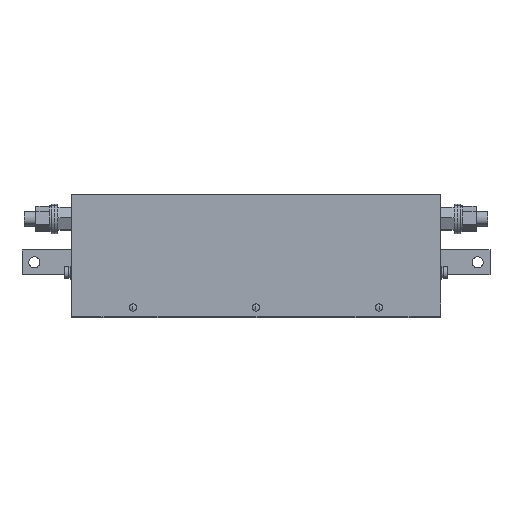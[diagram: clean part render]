
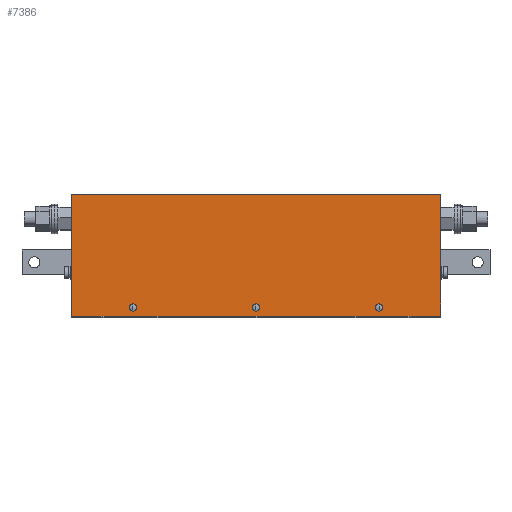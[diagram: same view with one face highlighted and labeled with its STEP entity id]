
A CAD part, top view. The second image highlights one B-rep face of the part: STEP entity #7386.
In plain terms, the highlighted planar face has unit normal (0, 0, 1).
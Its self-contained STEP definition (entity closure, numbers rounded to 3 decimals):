
#151 = DIRECTION ( 'NONE',  ( -1., 0., 0. ) ) ;
#245 = CARTESIAN_POINT ( 'NONE',  ( 150., 0., 105. ) ) ;
#613 = CARTESIAN_POINT ( 'NONE',  ( 0., 7., 105. ) ) ;
#646 = ORIENTED_EDGE ( 'NONE', *, *, #5792, .T. ) ;
#694 = DIRECTION ( 'NONE',  ( 0., 0., 1. ) ) ;
#841 = ORIENTED_EDGE ( 'NONE', *, *, #8594, .F. ) ;
#851 = CARTESIAN_POINT ( 'NONE',  ( -3., 7., 105. ) ) ;
#911 = FACE_BOUND ( 'NONE', #5894, .T. ) ;
#927 = VERTEX_POINT ( 'NONE', #2272 ) ;
#1012 = ORIENTED_EDGE ( 'NONE', *, *, #5084, .F. ) ;
#1108 = EDGE_LOOP ( 'NONE', ( #5454, #1747 ) ) ;
#1110 = CARTESIAN_POINT ( 'NONE',  ( -150., 0., 105. ) ) ;
#1263 = CARTESIAN_POINT ( 'NONE',  ( -150., 0., 105. ) ) ;
#1266 = ORIENTED_EDGE ( 'NONE', *, *, #3951, .T. ) ;
#1279 = DIRECTION ( 'NONE',  ( -1., 0., 0. ) ) ;
#1472 = CARTESIAN_POINT ( 'NONE',  ( -150., 99., 105. ) ) ;
#1614 = VECTOR ( 'NONE', #7749, 1000. ) ;
#1747 = ORIENTED_EDGE ( 'NONE', *, *, #7549, .F. ) ;
#1780 = EDGE_CURVE ( 'NONE', #6977, #5138, #4367, .T. ) ;
#1850 = CARTESIAN_POINT ( 'NONE',  ( 150., 0., 105. ) ) ;
#1904 = VERTEX_POINT ( 'NONE', #2576 ) ;
#2027 = CARTESIAN_POINT ( 'NONE',  ( -100., 7., 105. ) ) ;
#2031 = VERTEX_POINT ( 'NONE', #1472 ) ;
#2098 = AXIS2_PLACEMENT_3D ( 'NONE', #2027, #7012, #4273 ) ;
#2102 = CARTESIAN_POINT ( 'NONE',  ( 150., 99., 105. ) ) ;
#2272 = CARTESIAN_POINT ( 'NONE',  ( 103., 7., 105. ) ) ;
#2316 = EDGE_LOOP ( 'NONE', ( #841, #1012 ) ) ;
#2483 = DIRECTION ( 'NONE',  ( -1., 0., 0. ) ) ;
#2530 = AXIS2_PLACEMENT_3D ( 'NONE', #4737, #694, #1279 ) ;
#2560 = CARTESIAN_POINT ( 'NONE',  ( 100., 7., 105. ) ) ;
#2576 = CARTESIAN_POINT ( 'NONE',  ( -97., 7., 105. ) ) ;
#2596 = DIRECTION ( 'NONE',  ( 0., -1., 0. ) ) ;
#3029 = LINE ( 'NONE', #5690, #1614 ) ;
#3151 = EDGE_LOOP ( 'NONE', ( #1266, #5395, #4299, #646 ) ) ;
#3154 = CARTESIAN_POINT ( 'NONE',  ( 150., 0., 105. ) ) ;
#3254 = DIRECTION ( 'NONE',  ( 0., 0., 1. ) ) ;
#3274 = DIRECTION ( 'NONE',  ( 0., 0., 1. ) ) ;
#3356 = DIRECTION ( 'NONE',  ( 0., 0., 1. ) ) ;
#3363 = VERTEX_POINT ( 'NONE', #851 ) ;
#3569 = FACE_OUTER_BOUND ( 'NONE', #3151, .T. ) ;
#3824 = ORIENTED_EDGE ( 'NONE', *, *, #7275, .F. ) ;
#3837 = LINE ( 'NONE', #3154, #4809 ) ;
#3951 = EDGE_CURVE ( 'NONE', #2031, #6425, #6632, .T. ) ;
#3965 = ORIENTED_EDGE ( 'NONE', *, *, #6937, .F. ) ;
#4273 = DIRECTION ( 'NONE',  ( -1., 0., 0. ) ) ;
#4283 = FACE_BOUND ( 'NONE', #1108, .T. ) ;
#4299 = ORIENTED_EDGE ( 'NONE', *, *, #1780, .F. ) ;
#4346 = EDGE_CURVE ( 'NONE', #5138, #6425, #3837, .T. ) ;
#4367 = LINE ( 'NONE', #8497, #8494 ) ;
#4710 = CARTESIAN_POINT ( 'NONE',  ( -103., 7., 105. ) ) ;
#4737 = CARTESIAN_POINT ( 'NONE',  ( 0., 7., 105. ) ) ;
#4808 = CIRCLE ( 'NONE', #8832, 3. ) ;
#4809 = VECTOR ( 'NONE', #2483, 1000. ) ;
#4976 = CIRCLE ( 'NONE', #7564, 3. ) ;
#5084 = EDGE_CURVE ( 'NONE', #6860, #927, #6924, .T. ) ;
#5138 = VERTEX_POINT ( 'NONE', #1850 ) ;
#5321 = CARTESIAN_POINT ( 'NONE',  ( -100., 7., 105. ) ) ;
#5394 = CIRCLE ( 'NONE', #2530, 3. ) ;
#5395 = ORIENTED_EDGE ( 'NONE', *, *, #4346, .F. ) ;
#5454 = ORIENTED_EDGE ( 'NONE', *, *, #7762, .F. ) ;
#5690 = CARTESIAN_POINT ( 'NONE',  ( 150., 99., 105. ) ) ;
#5692 = CARTESIAN_POINT ( 'NONE',  ( 3., 7., 105. ) ) ;
#5721 = FACE_BOUND ( 'NONE', #2316, .T. ) ;
#5792 = EDGE_CURVE ( 'NONE', #6977, #2031, #3029, .T. ) ;
#5801 = DIRECTION ( 'NONE',  ( 0., 0., 1. ) ) ;
#5894 = EDGE_LOOP ( 'NONE', ( #3965, #3824 ) ) ;
#6142 = DIRECTION ( 'NONE',  ( -1., 0., 0. ) ) ;
#6207 = AXIS2_PLACEMENT_3D ( 'NONE', #7150, #5801, #8489 ) ;
#6256 = CIRCLE ( 'NONE', #2098, 3. ) ;
#6379 = VECTOR ( 'NONE', #2596, 1000. ) ;
#6425 = VERTEX_POINT ( 'NONE', #1263 ) ;
#6543 = CIRCLE ( 'NONE', #7553, 3. ) ;
#6632 = LINE ( 'NONE', #1110, #6379 ) ;
#6860 = VERTEX_POINT ( 'NONE', #8170 ) ;
#6924 = CIRCLE ( 'NONE', #6207, 3. ) ;
#6937 = EDGE_CURVE ( 'NONE', #7007, #3363, #4808, .T. ) ;
#6977 = VERTEX_POINT ( 'NONE', #2102 ) ;
#7007 = VERTEX_POINT ( 'NONE', #5692 ) ;
#7012 = DIRECTION ( 'NONE',  ( 0., 0., 1. ) ) ;
#7108 = DIRECTION ( 'NONE',  ( 0., -1., 0. ) ) ;
#7118 = DIRECTION ( 'NONE',  ( 0., 0., -1. ) ) ;
#7150 = CARTESIAN_POINT ( 'NONE',  ( 100., 7., 105. ) ) ;
#7275 = EDGE_CURVE ( 'NONE', #3363, #7007, #5394, .T. ) ;
#7386 = ADVANCED_FACE ( 'NONE', ( #911, #4283, #5721, #3569 ), #8378, .F. ) ;
#7549 = EDGE_CURVE ( 'NONE', #8660, #1904, #6543, .T. ) ;
#7553 = AXIS2_PLACEMENT_3D ( 'NONE', #5321, #3254, #7977 ) ;
#7564 = AXIS2_PLACEMENT_3D ( 'NONE', #2560, #3274, #6142 ) ;
#7749 = DIRECTION ( 'NONE',  ( -1., 0., 0. ) ) ;
#7762 = EDGE_CURVE ( 'NONE', #1904, #8660, #6256, .T. ) ;
#7829 = AXIS2_PLACEMENT_3D ( 'NONE', #245, #7118, #151 ) ;
#7977 = DIRECTION ( 'NONE',  ( -1., 0., 0. ) ) ;
#8170 = CARTESIAN_POINT ( 'NONE',  ( 97., 7., 105. ) ) ;
#8204 = DIRECTION ( 'NONE',  ( -1., 0., 0. ) ) ;
#8378 = PLANE ( 'NONE',  #7829 ) ;
#8489 = DIRECTION ( 'NONE',  ( -1., 0., 0. ) ) ;
#8494 = VECTOR ( 'NONE', #7108, 1000. ) ;
#8497 = CARTESIAN_POINT ( 'NONE',  ( 150., 0., 105. ) ) ;
#8594 = EDGE_CURVE ( 'NONE', #927, #6860, #4976, .T. ) ;
#8660 = VERTEX_POINT ( 'NONE', #4710 ) ;
#8832 = AXIS2_PLACEMENT_3D ( 'NONE', #613, #3356, #8204 ) ;
